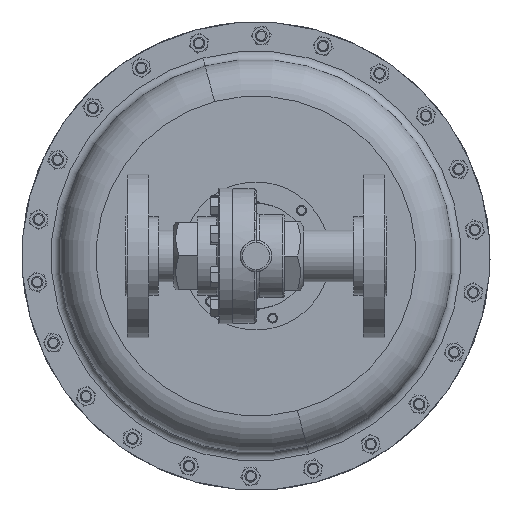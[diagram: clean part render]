
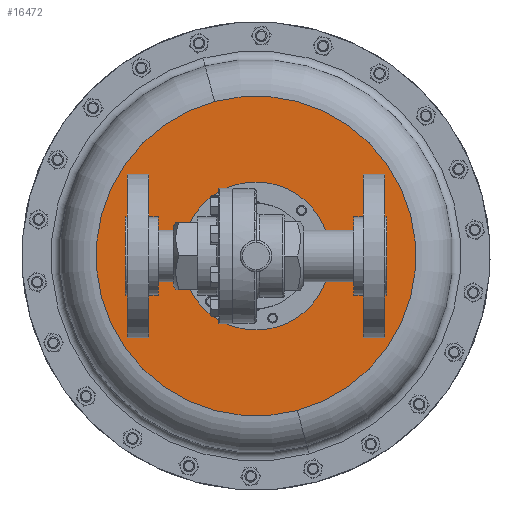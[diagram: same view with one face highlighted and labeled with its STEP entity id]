
A CAD part, front view. The second image highlights one B-rep face of the part: STEP entity #16472.
In plain terms, the highlighted planar face has unit normal (0, -1, 0).
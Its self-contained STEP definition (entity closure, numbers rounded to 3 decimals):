
#739 = PLANE ( 'NONE',  #16443 ) ;
#1636 = ORIENTED_EDGE ( 'NONE', *, *, #24280, .T. ) ;
#4183 = DIRECTION ( 'NONE',  ( 0., -1., 0. ) ) ;
#4890 = CARTESIAN_POINT ( 'NONE',  ( 2.283, 9.579, 3.874 ) ) ;
#7191 = ORIENTED_EDGE ( 'NONE', *, *, #27223, .F. ) ;
#7514 = CARTESIAN_POINT ( 'NONE',  ( -2.667, 9.579, 2.547 ) ) ;
#8251 = CARTESIAN_POINT ( 'NONE',  ( 2.283, 9.579, 3.874 ) ) ;
#8370 = DIRECTION ( 'NONE',  ( 0.259, 0., -0.966 ) ) ;
#9139 = DIRECTION ( 'NONE',  ( 0., 1., 0. ) ) ;
#10854 = EDGE_CURVE ( 'NONE', #22852, #31594, #26751, .T. ) ;
#11713 = DIRECTION ( 'NONE',  ( -0.707, 0., 0.707 ) ) ;
#14895 = CARTESIAN_POINT ( 'NONE',  ( 2.283, 9.579, 3.874 ) ) ;
#15014 = VERTEX_POINT ( 'NONE', #33748 ) ;
#16443 = AXIS2_PLACEMENT_3D ( 'NONE', #7514, #4183, #28465 ) ;
#16472 = ADVANCED_FACE ( 'NONE', ( #35125, #16663 ), #739, .T. ) ;
#16663 = FACE_BOUND ( 'NONE', #40192, .T. ) ;
#16998 = EDGE_CURVE ( 'NONE', #15014, #29399, #32370, .T. ) ;
#18126 = ORIENTED_EDGE ( 'NONE', *, *, #16998, .F. ) ;
#18413 = DIRECTION ( 'NONE',  ( 0.259, 0., -0.966 ) ) ;
#21233 = AXIS2_PLACEMENT_3D ( 'NONE', #29931, #9139, #33410 ) ;
#22852 = VERTEX_POINT ( 'NONE', #36819 ) ;
#24280 = EDGE_CURVE ( 'NONE', #31594, #22852, #36643, .T. ) ;
#25581 = CARTESIAN_POINT ( 'NONE',  ( 0.604, 9.579, 5.553 ) ) ;
#26751 = CIRCLE ( 'NONE', #21233, 2.375 ) ;
#27223 = EDGE_CURVE ( 'NONE', #29399, #15014, #40909, .T. ) ;
#28465 = DIRECTION ( 'NONE',  ( -0.259, 0., 0.966 ) ) ;
#29159 = DIRECTION ( 'NONE',  ( 0., 1., 0. ) ) ;
#29399 = VERTEX_POINT ( 'NONE', #43186 ) ;
#29931 = CARTESIAN_POINT ( 'NONE',  ( 2.283, 9.579, 3.874 ) ) ;
#31323 = ORIENTED_EDGE ( 'NONE', *, *, #10854, .T. ) ;
#31443 = AXIS2_PLACEMENT_3D ( 'NONE', #8251, #32520, #11713 ) ;
#31594 = VERTEX_POINT ( 'NONE', #25581 ) ;
#32370 = CIRCLE ( 'NONE', #38824, 5.125 ) ;
#32520 = DIRECTION ( 'NONE',  ( 0., 1., 0. ) ) ;
#33410 = DIRECTION ( 'NONE',  ( -0.707, 0., 0.707 ) ) ;
#33748 = CARTESIAN_POINT ( 'NONE',  ( 0.957, 9.579, 8.824 ) ) ;
#35125 = FACE_OUTER_BOUND ( 'NONE', #37856, .T. ) ;
#35308 = AXIS2_PLACEMENT_3D ( 'NONE', #4890, #29159, #8370 ) ;
#36643 = CIRCLE ( 'NONE', #31443, 2.375 ) ;
#36819 = CARTESIAN_POINT ( 'NONE',  ( 3.963, 9.579, 2.194 ) ) ;
#37856 = EDGE_LOOP ( 'NONE', ( #7191, #18126 ) ) ;
#38824 = AXIS2_PLACEMENT_3D ( 'NONE', #14895, #39162, #18413 ) ;
#39162 = DIRECTION ( 'NONE',  ( 0., 1., 0. ) ) ;
#40192 = EDGE_LOOP ( 'NONE', ( #31323, #1636 ) ) ;
#40909 = CIRCLE ( 'NONE', #35308, 5.125 ) ;
#43186 = CARTESIAN_POINT ( 'NONE',  ( 3.61, 9.579, -1.077 ) ) ;
